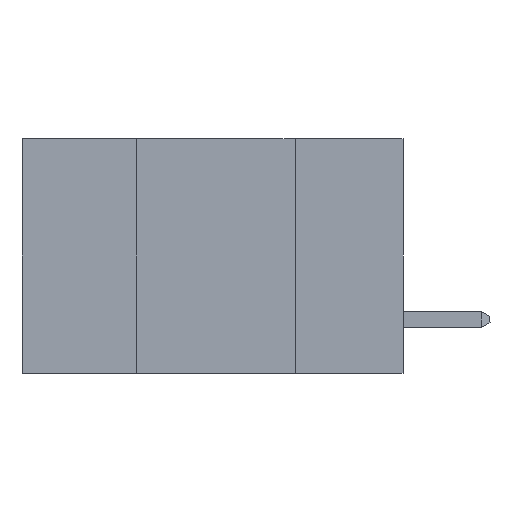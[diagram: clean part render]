
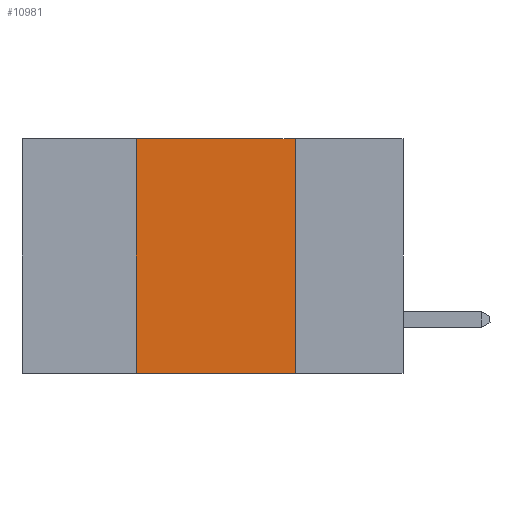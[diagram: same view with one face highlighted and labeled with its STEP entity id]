
A CAD part, left-side view. The second image highlights one B-rep face of the part: STEP entity #10981.
In plain terms, the highlighted planar face has unit normal (-1, 0, 0).
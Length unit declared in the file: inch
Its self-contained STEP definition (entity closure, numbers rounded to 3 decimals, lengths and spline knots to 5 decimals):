
#240 = CARTESIAN_POINT ( 'NONE',  ( 0., 0.42, -0.37 ) ) ;
#679 = CARTESIAN_POINT ( 'NONE',  ( 0., 0.6, 0. ) ) ;
#914 = LINE ( 'NONE', #9430, #8169 ) ;
#934 = EDGE_LOOP ( 'NONE', ( #9295, #1744, #13420, #10169 ) ) ;
#1251 = VECTOR ( 'NONE', #1485, 39.37008 ) ;
#1485 = DIRECTION ( 'NONE',  ( 0., -1., 0. ) ) ;
#1744 = ORIENTED_EDGE ( 'NONE', *, *, #12577, .F. ) ;
#2340 = PLANE ( 'NONE',  #4795 ) ;
#2511 = LINE ( 'NONE', #9346, #17257 ) ;
#3076 = CARTESIAN_POINT ( 'NONE',  ( 0., 0.17, 0. ) ) ;
#3433 = DIRECTION ( 'NONE',  ( 0., 0., -1. ) ) ;
#3940 = DIRECTION ( 'NONE',  ( 0., 0., -1. ) ) ;
#4479 = LINE ( 'NONE', #16935, #14928 ) ;
#4503 = EDGE_CURVE ( 'NONE', #4690, #10764, #8892, .T. ) ;
#4690 = VERTEX_POINT ( 'NONE', #240 ) ;
#4795 = AXIS2_PLACEMENT_3D ( 'NONE', #679, #6941, #3940 ) ;
#5632 = VERTEX_POINT ( 'NONE', #12859 ) ;
#6566 = DIRECTION ( 'NONE',  ( 0., -1., 0. ) ) ;
#6941 = DIRECTION ( 'NONE',  ( 1., 0., 0. ) ) ;
#8169 = VECTOR ( 'NONE', #6566, 39.37008 ) ;
#8892 = LINE ( 'NONE', #11856, #1251 ) ;
#9295 = ORIENTED_EDGE ( 'NONE', *, *, #17236, .F. ) ;
#9346 = CARTESIAN_POINT ( 'NONE',  ( 0., 0.17, 0. ) ) ;
#9430 = CARTESIAN_POINT ( 'NONE',  ( 0., 0.6, 0. ) ) ;
#10169 = ORIENTED_EDGE ( 'NONE', *, *, #4503, .T. ) ;
#10764 = VERTEX_POINT ( 'NONE', #16143 ) ;
#10981 = ADVANCED_FACE ( 'NONE', ( #17048 ), #2340, .F. ) ;
#11856 = CARTESIAN_POINT ( 'NONE',  ( 0., 0.6, -0.37 ) ) ;
#12577 = EDGE_CURVE ( 'NONE', #5632, #15075, #914, .T. ) ;
#12859 = CARTESIAN_POINT ( 'NONE',  ( 0., 0.42, 0. ) ) ;
#13420 = ORIENTED_EDGE ( 'NONE', *, *, #17581, .F. ) ;
#14928 = VECTOR ( 'NONE', #18309, 39.37008 ) ;
#15075 = VERTEX_POINT ( 'NONE', #3076 ) ;
#16143 = CARTESIAN_POINT ( 'NONE',  ( 0., 0.17, -0.37 ) ) ;
#16935 = CARTESIAN_POINT ( 'NONE',  ( 0., 0.42, 0. ) ) ;
#17048 = FACE_OUTER_BOUND ( 'NONE', #934, .T. ) ;
#17236 = EDGE_CURVE ( 'NONE', #15075, #10764, #2511, .T. ) ;
#17257 = VECTOR ( 'NONE', #3433, 39.37008 ) ;
#17581 = EDGE_CURVE ( 'NONE', #4690, #5632, #4479, .T. ) ;
#18309 = DIRECTION ( 'NONE',  ( 0., 0., 1. ) ) ;
